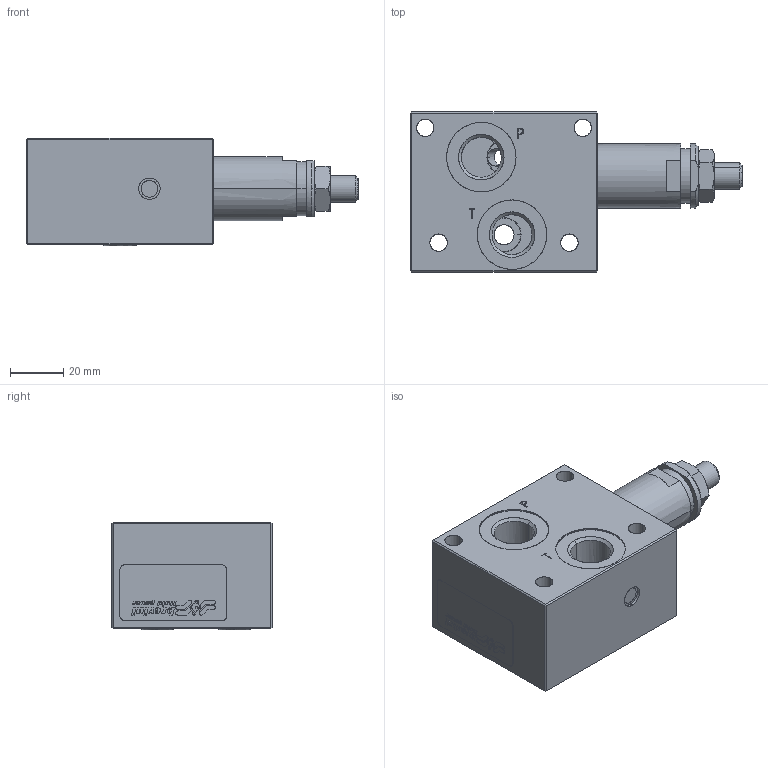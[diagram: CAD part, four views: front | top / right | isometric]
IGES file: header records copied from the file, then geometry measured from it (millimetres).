
Start section: SolidWorks IGES file using analytic representation for surfaces
Global section: file name: FE1031C---2.igs; native system: SolidWorks 2014; preprocessor: SolidWorks 2014; author: serviziopdm; date: 160530.142321; units: millimetre
Bounding box: 124.3 x 60 x 40.43 mm (x, y, z)
Surface area: 30570.1 mm2 (no closed solid volume)
Topology: 0 solids, 0 shells, 410 faces, 5081 edges, 5051 vertices
Faces by surface type: bspline 294, revolution 116
